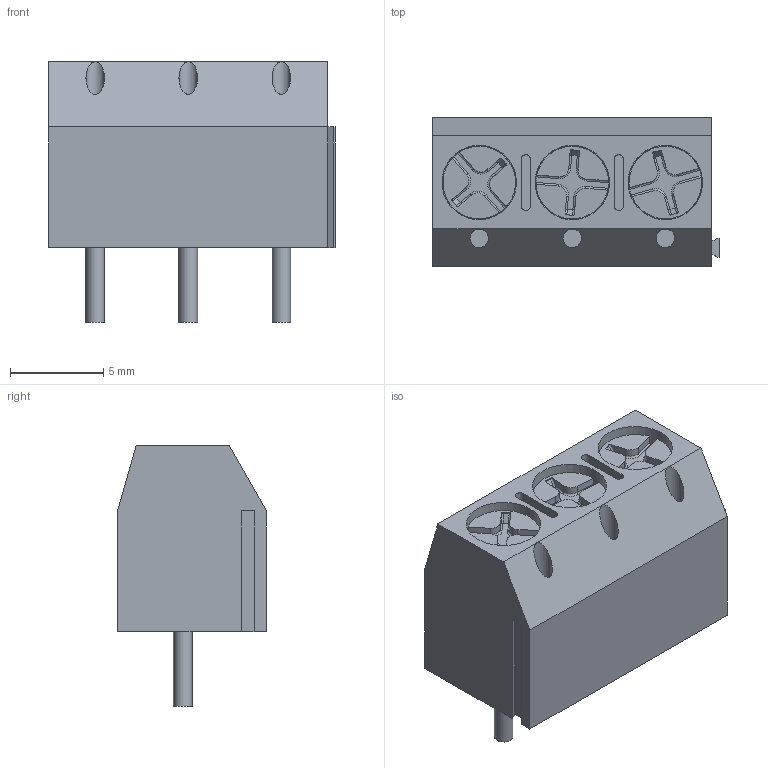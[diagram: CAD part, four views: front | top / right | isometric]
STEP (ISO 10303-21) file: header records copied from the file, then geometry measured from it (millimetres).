
FILE_DESCRIPTION(('FreeCAD Model'),'2;1');
FILE_NAME( '3er Buchse.step', '2017-04-28T14:10:39',('kicad StepUp'),('ksu MCAD'), 'Open CASCADE STEP processor 6.8','FreeCAD','Unknown');
FILE_SCHEMA(('AUTOMOTIVE_DESIGN_CC2 { 1 2 10303 214 -1 1 5 4 }'));
Length unit declared in the file: millimetre
Products named in the file (1): 3er_Buchse
Bounding box: 15.4 x 8 x 14 mm (x, y, z)
Volume: 825.3 mm3; surface area: 1494 mm2
Topology: 1 solids, 1 shells, 310 faces, 818 edges, 521 vertices
Faces by surface type: plane 177, cylinder 115, torus 12, sphere 6
Full cylindrical faces by diameter (mm): 1 x6, 2.4 x6, 3 x3, 3.9 x3, 4 x3
Entity records: 12536 total; most frequent: CARTESIAN_POINT 2546, DIRECTION 1660, ORIENTED_EDGE 1612, EDGE_CURVE 806, AXIS2_PLACEMENT_3D 571, VERTEX_POINT 521, LINE 518, VECTOR 518
